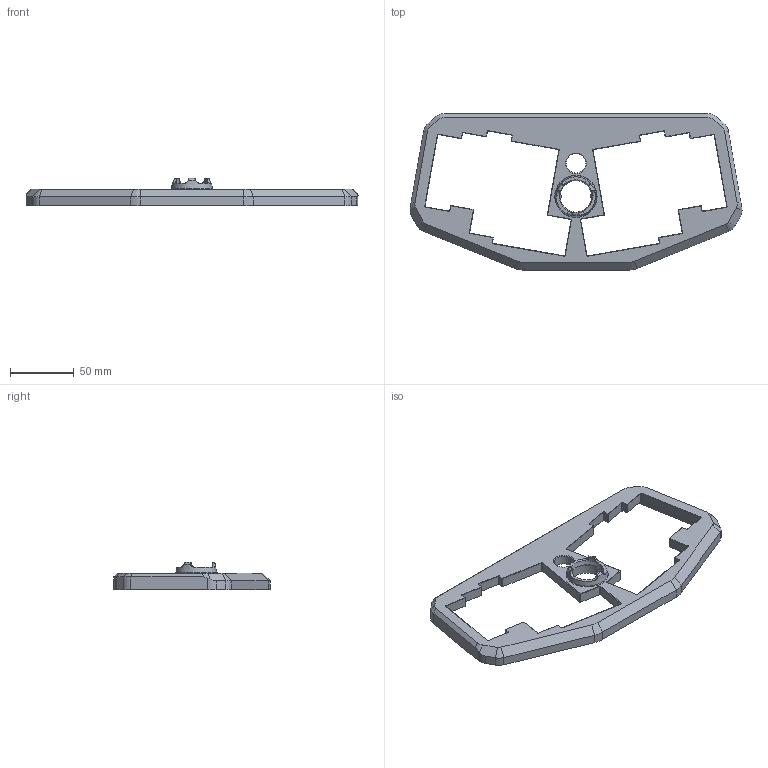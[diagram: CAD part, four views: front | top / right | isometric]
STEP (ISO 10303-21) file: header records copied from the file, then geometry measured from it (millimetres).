
FILE_DESCRIPTION(/* description */ (''),/* implementation_level */ '2;1');
FILE_NAME(/* name */ 'Le Chisoffre case revision v6 top.step',/* time_stamp */ '2025-07-22T08:10:31-04:00',/* author */ (''),/* organization */ (''),/* preprocessor_version */ 'ST-DEVELOPER v20.1',/* originating_system */ 'Autodesk Translation Framework v14.10.0.0',/* authorisation */ '');
FILE_SCHEMA (('AUTOMOTIVE_DESIGN { 1 0 10303 214 3 1 1 }'));
Length unit declared in the file: millimetre
Products named in the file (3): Le Chisoffre case revision; Trackball version; Case Top
Assembly tree (2 placements, depth 3):
  Le Chisoffre case revision
    Trackball version
      Case Top
Bounding box: 260.84 x 122.87 x 21.47 mm (x, y, z)
Volume: 121968.9 mm3; surface area: 43199.3 mm2
Topology: 1 solids, 1 shells, 252 faces, 636 edges, 392 vertices
Faces by surface type: plane 121, cylinder 72, cone 51, torus 4, sphere 4
Full cylindrical faces by diameter (mm): 3.2 x5, 15.2 x1
Entity records: 7812 total; most frequent: CARTESIAN_POINT 1580, DIRECTION 1335, ORIENTED_EDGE 1272, EDGE_CURVE 636, AXIS2_PLACEMENT_3D 471, LINE 393, VECTOR 393, VERTEX_POINT 392
